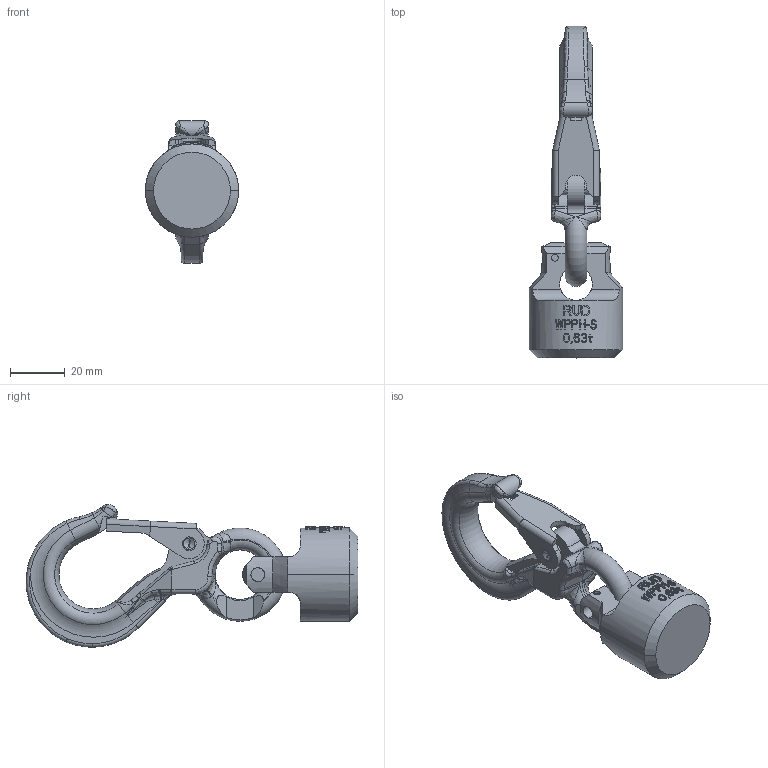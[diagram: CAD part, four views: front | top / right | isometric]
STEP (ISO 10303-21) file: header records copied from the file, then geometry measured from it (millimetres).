
FILE_DESCRIPTION((''),'2;1');
FILE_NAME('001-M31440-P23_ASM','2016-10-12T',('Roland.Jakubetz'),(''),'PRO/ENGINEER BY PARAMETRIC TECHNOLOGY CORPORATION, 2011490','PRO/ENGINEER BY PARAMETRIC TECHNOLOGY CORPORATION, 2011490','');
FILE_SCHEMA(('CONFIG_CONTROL_DESIGN'));
Length unit declared in the file: millimetre
Products named in the file (5): 001-M31440-023; 001-M31569-P-1; 001-M31567-P-1; 001-M31569-P-1_ASM; 001-M31440-P23_ASM
Assembly tree (4 placements, depth 3):
  001-M31440-P23_ASM
    001-M31440-023
    001-M31569-P-1_ASM
      001-M31569-P-1
      001-M31567-P-1
Bounding box: 34 x 120.99 x 51.99 mm (x, y, z)
Volume: 44288.6 mm3; surface area: 15302.3 mm2
Topology: 3 solids, 3 shells, 739 faces, 1974 edges, 1263 vertices
Faces by surface type: plane 472, cylinder 116, bspline 103, torus 28, cone 14, sphere 6
Entity records: 27049 total; most frequent: CARTESIAN_POINT 10161, ORIENTED_EDGE 3940, DIRECTION 2892, EDGE_CURVE 1970, VERTEX_POINT 1263, AXIS2_PLACEMENT_3D 1073, B_SPLINE_CURVE_WITH_KNOTS 798, EDGE_LOOP 773
